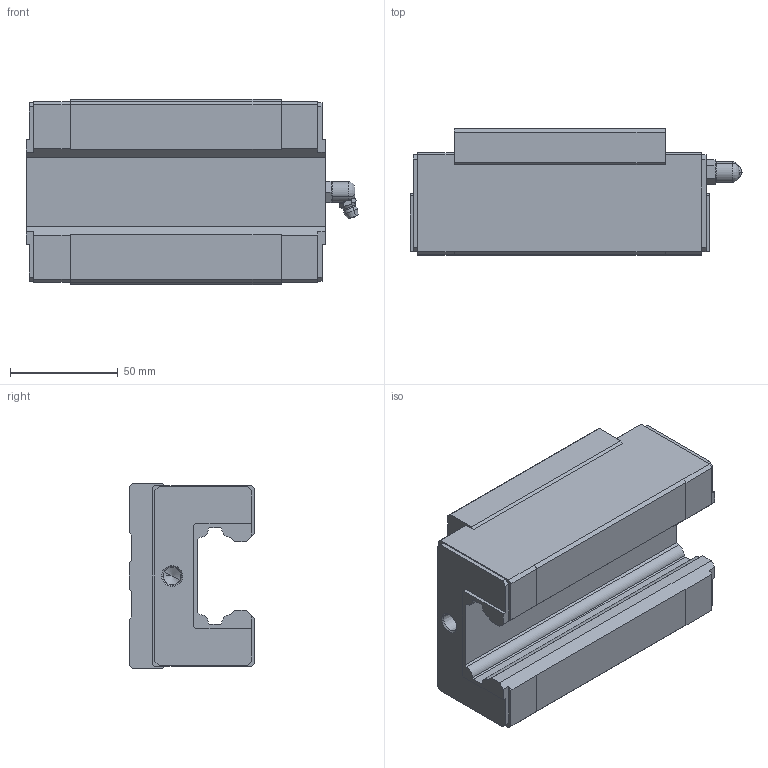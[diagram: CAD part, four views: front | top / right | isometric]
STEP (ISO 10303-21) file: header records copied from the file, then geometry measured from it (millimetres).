
FILE_DESCRIPTION(('CATIA V5 STEP Exchange'),'2;1');
FILE_NAME('HSV45RSS_BLOCK_B-PT1_8.stp','2015-12-04T10:18:14+00:00',('none'),('none'),'Version 5-6 Release 2012','CATIA V5 STEP AP203','none');
FILE_SCHEMA(('CONFIG_CONTROL_DESIGN'));
Length unit declared in the file: millimetre
Products named in the file (1): HSV45RSS_BLOCK_B-PT1/8
Assembly tree (2 placements, depth 2):
  HSV45RSS_BLOCK_B-PT1/8
    #57
    #3842
Bounding box: 154.2 x 58.5 x 86 mm (x, y, z)
Volume: 494289.5 mm3; surface area: 58440 mm2
Topology: 2 solids, 2 shells, 173 faces, 465 edges, 345 vertices
Faces by surface type: plane 109, cone 40, cylinder 14, sphere 4, torus 4, revolution 2
Entity records: 5210 total; most frequent: CARTESIAN_POINT 1184, ORIENTED_EDGE 902, DIRECTION 656, EDGE_CURVE 451, VECTOR 330, LINE 330, VERTEX_POINT 291, AXIS2_PLACEMENT_3D 205
